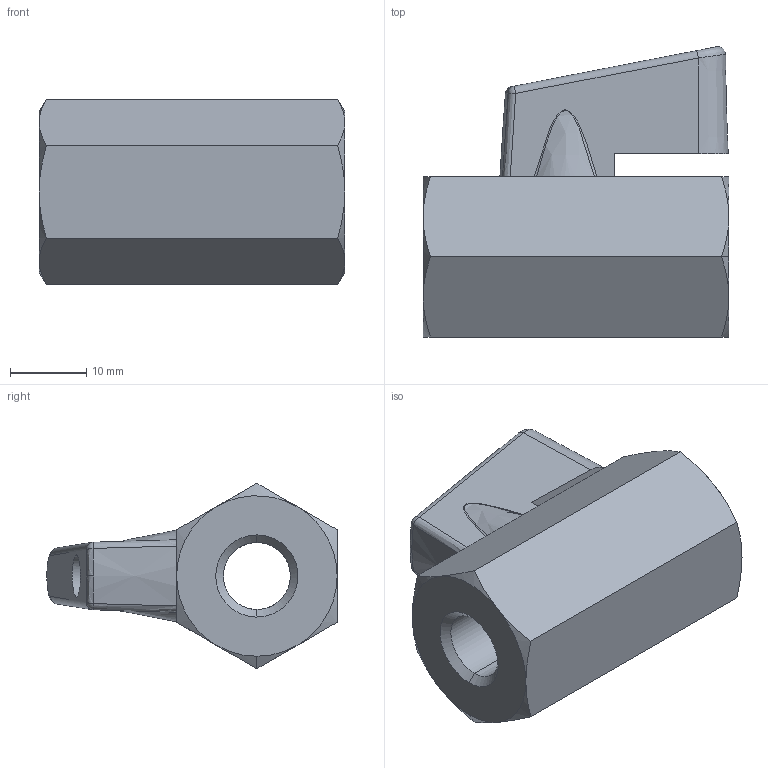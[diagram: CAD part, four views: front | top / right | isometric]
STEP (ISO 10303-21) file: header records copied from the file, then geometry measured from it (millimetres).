
FILE_DESCRIPTION (( 'STEP AP214' ), '1' );
FILE_NAME ('IT-MINI12501_R.STEP', '2018-09-21T13:43:59', ( '' ), ( '' ), 'SwSTEP 2.0', 'SolidWorks 2018', '' );
FILE_SCHEMA (( 'AUTOMOTIVE_DESIGN' ));
Length unit declared in the file: millimetre
Products named in the file (1): IT-MINI12501_R
Bounding box: 40 x 37.98 x 24.25 mm (x, y, z)
Surface area: 5559 mm2 (no closed solid volume)
Topology: 0 solids, 3 shells, 90 faces, 317 edges, 244 vertices
Faces by surface type: plane 41, cone 28, cylinder 8, bspline 7, sphere 4, torus 2
Entity records: 5535 total; most frequent: CARTESIAN_POINT 3413, ORIENTED_EDGE 577, EDGE_CURVE 317, B_SPLINE_CURVE_WITH_KNOTS 312, VERTEX_POINT 244, DIRECTION 168, EDGE_LOOP 109, FACE_OUTER_BOUND 90
